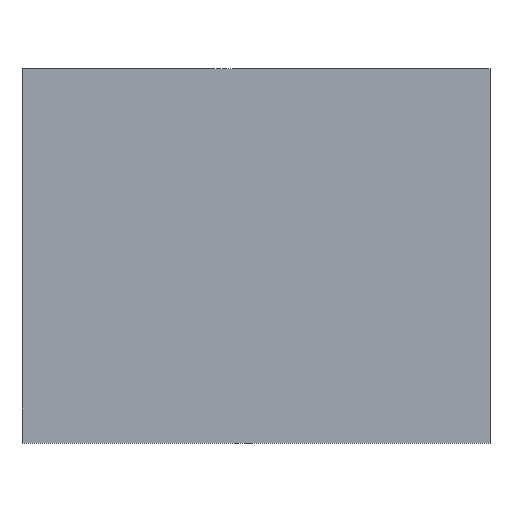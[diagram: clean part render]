
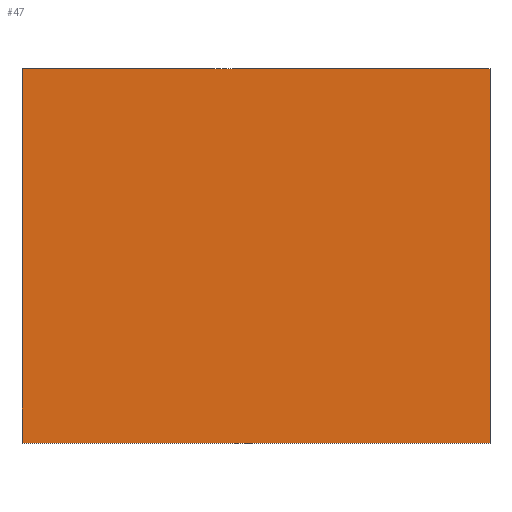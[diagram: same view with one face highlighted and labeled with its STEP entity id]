
A CAD part, top view. The second image highlights one B-rep face of the part: STEP entity #47.
In plain terms, the highlighted planar face has unit normal (0, 0, 1).
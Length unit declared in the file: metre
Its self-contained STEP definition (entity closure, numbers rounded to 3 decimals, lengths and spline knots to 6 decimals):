
#47 = ADVANCED_FACE( '', ( #67 ), #68, .T. );
#67 = FACE_OUTER_BOUND( '', #104, .T. );
#68 = PLANE( '', #105 );
#104 = EDGE_LOOP( '', ( #659, #660, #661, #662 ) );
#105 = AXIS2_PLACEMENT_3D( '', #663, #664, #665 );
#659 = ORIENTED_EDGE( '', *, *, #797, .F. );
#660 = ORIENTED_EDGE( '', *, *, #798, .F. );
#661 = ORIENTED_EDGE( '', *, *, #795, .F. );
#662 = ORIENTED_EDGE( '', *, *, #799, .F. );
#663 = CARTESIAN_POINT( '', ( 0., 0.1, 0.4 ) );
#664 = DIRECTION( '', ( 0., 0., 1. ) );
#665 = DIRECTION( '', ( 1., 0., 0. ) );
#795 = EDGE_CURVE( '', #843, #845, #846, .T. );
#797 = EDGE_CURVE( '', #848, #849, #850, .T. );
#798 = EDGE_CURVE( '', #845, #848, #851, .T. );
#799 = EDGE_CURVE( '', #849, #843, #852, .T. );
#843 = VERTEX_POINT( '', #920 );
#845 = VERTEX_POINT( '', #923 );
#846 = LINE( '', #924, #925 );
#848 = VERTEX_POINT( '', #928 );
#849 = VERTEX_POINT( '', #929 );
#850 = LINE( '', #930, #931 );
#851 = LINE( '', #932, #933 );
#852 = LINE( '', #934, #935 );
#920 = CARTESIAN_POINT( '', ( -0.5, 0.5, 0.4 ) );
#923 = CARTESIAN_POINT( '', ( 0.5, 0.5, 0.4 ) );
#924 = CARTESIAN_POINT( '', ( 0., 0.5, 0.4 ) );
#925 = VECTOR( '', #1375, 1. );
#928 = CARTESIAN_POINT( '', ( 0.5, -0.3, 0.4 ) );
#929 = CARTESIAN_POINT( '', ( -0.5, -0.3, 0.4 ) );
#930 = CARTESIAN_POINT( '', ( 0., -0.3, 0.4 ) );
#931 = VECTOR( '', #1377, 1. );
#932 = CARTESIAN_POINT( '', ( 0.5, 0.1, 0.4 ) );
#933 = VECTOR( '', #1378, 1. );
#934 = CARTESIAN_POINT( '', ( -0.5, 0.1, 0.4 ) );
#935 = VECTOR( '', #1379, 1. );
#1375 = DIRECTION( '', ( 1., 0., 0. ) );
#1377 = DIRECTION( '', ( -1., 0., 0. ) );
#1378 = DIRECTION( '', ( 0., -1., 0. ) );
#1379 = DIRECTION( '', ( 0., 1., 0. ) );
